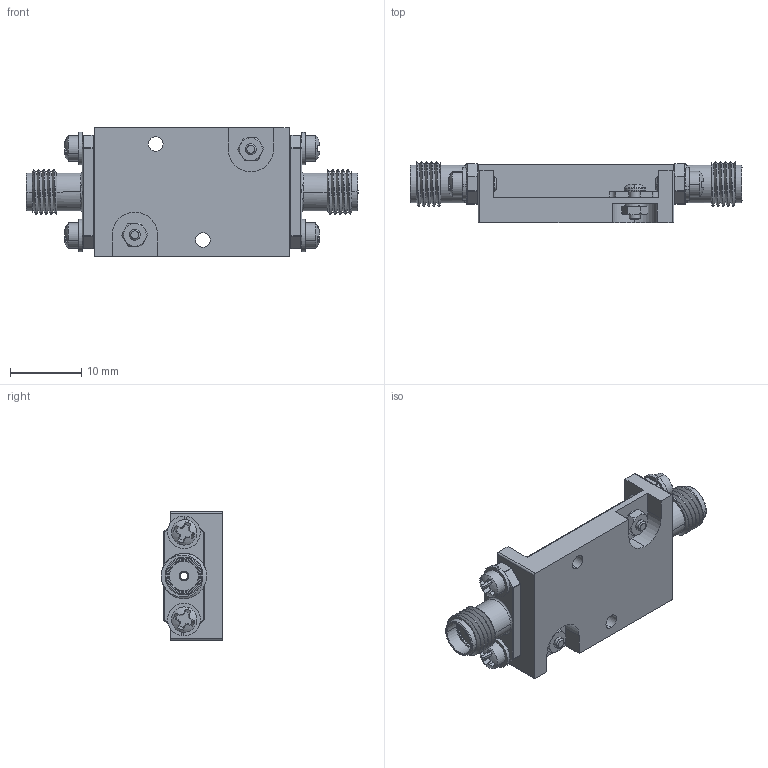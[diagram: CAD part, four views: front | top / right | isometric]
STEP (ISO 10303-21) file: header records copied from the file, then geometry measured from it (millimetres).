
FILE_DESCRIPTION (( 'STEP AP214' ), '1' );
FILE_NAME ('HP0R5G-18G-CD-SFF-ROHS.STEP', '2024-08-28T20:50:05', ( '' ), ( '' ), 'SwSTEP 2.0', 'SolidWorks 2024', '' );
FILE_SCHEMA (( 'AUTOMOTIVE_DESIGN' ));
Length unit declared in the file: inch
Products named in the file (1): HP0R5G-18G-CD-SFF-ROHS
Bounding box: 46.48 x 8.61 x 18.03 mm (x, y, z)
Surface area: 3493.6 mm2 (no closed solid volume)
Topology: 0 solids, 27 shells, 501 faces, 1435 edges, 922 vertices
Faces by surface type: plane 206, cylinder 157, cone 54, torus 40, sphere 36, bspline 8
Entity records: 17659 total; most frequent: CARTESIAN_POINT 4783, DIRECTION 2845, ORIENTED_EDGE 2520, EDGE_CURVE 1411, AXIS2_PLACEMENT_3D 1124, VERTEX_POINT 922, CIRCLE 630, LINE 597
